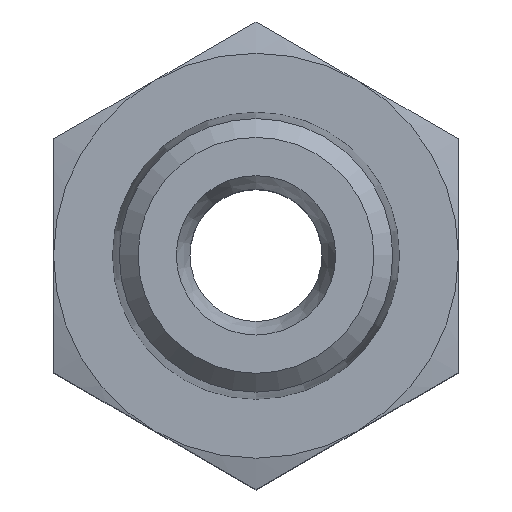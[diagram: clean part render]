
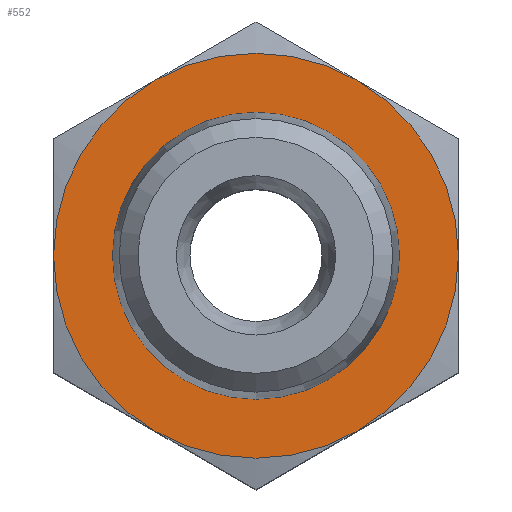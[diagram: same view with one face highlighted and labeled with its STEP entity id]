
A CAD part, top view. The second image highlights one B-rep face of the part: STEP entity #552.
In plain terms, the highlighted planar face has unit normal (0, 0, 1).
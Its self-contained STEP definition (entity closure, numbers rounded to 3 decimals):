
#48=PLANE('',#643);
#60=CIRCLE('',#584,9.5);
#61=CIRCLE('',#586,9.5);
#62=CIRCLE('',#588,9.5);
#63=CIRCLE('',#590,9.5);
#64=CIRCLE('',#592,9.5);
#89=CIRCLE('',#642,9.5);
#90=CIRCLE('',#644,6.735);
#178=ORIENTED_EDGE('',*,*,#282,.T.);
#179=ORIENTED_EDGE('',*,*,#246,.F.);
#180=ORIENTED_EDGE('',*,*,#242,.F.);
#181=ORIENTED_EDGE('',*,*,#240,.F.);
#182=ORIENTED_EDGE('',*,*,#280,.F.);
#183=ORIENTED_EDGE('',*,*,#251,.F.);
#184=ORIENTED_EDGE('',*,*,#248,.F.);
#240=EDGE_CURVE('',#302,#301,#60,.T.);
#242=EDGE_CURVE('',#301,#304,#61,.T.);
#246=EDGE_CURVE('',#304,#306,#62,.T.);
#248=EDGE_CURVE('',#306,#308,#63,.T.);
#251=EDGE_CURVE('',#308,#310,#64,.T.);
#280=EDGE_CURVE('',#310,#302,#89,.T.);
#282=EDGE_CURVE('',#336,#336,#90,.T.);
#301=VERTEX_POINT('',#886);
#302=VERTEX_POINT('',#891);
#304=VERTEX_POINT('',#900);
#306=VERTEX_POINT('',#911);
#308=VERTEX_POINT('',#924);
#310=VERTEX_POINT('',#936);
#336=VERTEX_POINT('',#1034);
#419=EDGE_LOOP('',(#178));
#420=EDGE_LOOP('',(#179,#180,#181,#182,#183,#184));
#487=FACE_BOUND('',#419,.T.);
#488=FACE_BOUND('',#420,.T.);
#552=ADVANCED_FACE('',(#487,#488),#48,.T.);
#584=AXIS2_PLACEMENT_3D('',#892,#676,#677);
#586=AXIS2_PLACEMENT_3D('',#899,#680,#681);
#588=AXIS2_PLACEMENT_3D('',#916,#684,#685);
#590=AXIS2_PLACEMENT_3D('',#923,#688,#689);
#592=AXIS2_PLACEMENT_3D('',#935,#692,#693);
#642=AXIS2_PLACEMENT_3D('',#1027,#792,#793);
#643=AXIS2_PLACEMENT_3D('',#1032,#794,#795);
#644=AXIS2_PLACEMENT_3D('',#1033,#796,#797);
#676=DIRECTION('',(0.,0.,-1.));
#677=DIRECTION('',(0.,1.,0.));
#680=DIRECTION('',(0.,0.,-1.));
#681=DIRECTION('',(0.,1.,0.));
#684=DIRECTION('',(0.,0.,-1.));
#685=DIRECTION('',(0.,1.,0.));
#688=DIRECTION('',(0.,0.,-1.));
#689=DIRECTION('',(0.,1.,0.));
#692=DIRECTION('',(0.,0.,-1.));
#693=DIRECTION('',(0.,1.,0.));
#792=DIRECTION('',(0.,0.,-1.));
#793=DIRECTION('',(0.,1.,0.));
#794=DIRECTION('',(0.,0.,1.));
#795=DIRECTION('',(0.,-1.,0.));
#796=DIRECTION('',(0.,0.,-1.));
#797=DIRECTION('',(0.,1.,0.));
#886=CARTESIAN_POINT('',(-9.5,0.,21.436));
#891=CARTESIAN_POINT('',(-4.75,-8.227,21.436));
#892=CARTESIAN_POINT('',(0.,0.,21.436));
#899=CARTESIAN_POINT('',(0.,0.,21.436));
#900=CARTESIAN_POINT('',(-4.75,8.227,21.436));
#911=CARTESIAN_POINT('',(4.75,8.227,21.436));
#916=CARTESIAN_POINT('',(0.,0.,21.436));
#923=CARTESIAN_POINT('',(0.,0.,21.436));
#924=CARTESIAN_POINT('',(9.5,0.,21.436));
#935=CARTESIAN_POINT('',(0.,0.,21.436));
#936=CARTESIAN_POINT('',(4.75,-8.227,21.436));
#1027=CARTESIAN_POINT('',(0.,0.,21.436));
#1032=CARTESIAN_POINT('',(0.,9.5,21.436));
#1033=CARTESIAN_POINT('',(0.,0.,21.436));
#1034=CARTESIAN_POINT('',(0.,6.735,21.436));
